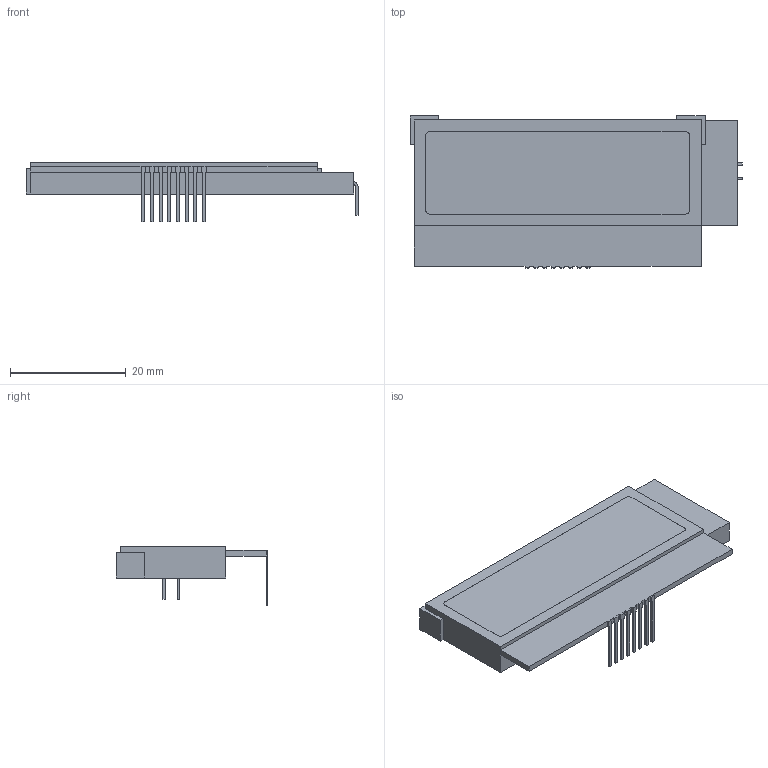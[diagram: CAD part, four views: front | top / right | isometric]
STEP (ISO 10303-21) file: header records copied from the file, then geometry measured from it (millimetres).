
FILE_DESCRIPTION (( 'STEP AP214' ), '1' );
FILE_NAME ('Display NHD-CO216CiZ.STEP', '2013-06-20T07:40:35', ( '' ), ( '' ), 'SwSTEP 2.0', 'SolidWorks 2011', '' );
FILE_SCHEMA (( 'AUTOMOTIVE_DESIGN' ));
Length unit declared in the file: millimetre
Products named in the file (1): Display NHD-CO216CiZ
Bounding box: 57.45 x 26.3 x 10.3 mm (x, y, z)
Volume: 5842.9 mm3; surface area: 3840.3 mm2
Topology: 5 solids, 5 shells, 130 faces, 343 edges, 224 vertices
Faces by surface type: plane 122, cylinder 8
Entity records: 5222 total; most frequent: CARTESIAN_POINT 698, ORIENTED_EDGE 686, DIRECTION 621, EDGE_CURVE 343, VECTOR 327, LINE 327, VERTEX_POINT 224, AXIS2_PLACEMENT_3D 147
